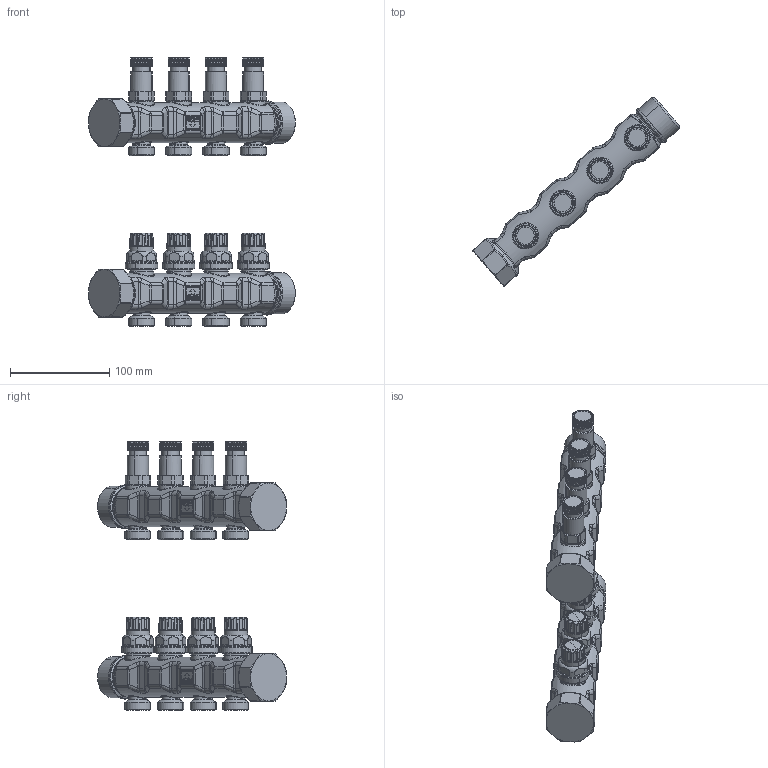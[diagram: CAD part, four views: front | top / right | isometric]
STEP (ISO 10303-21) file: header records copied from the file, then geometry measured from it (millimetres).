
FILE_DESCRIPTION(('CATIA V5 STEP Exchange','CAx-IF Rec.Pracs.--- Model Styling and Organization---1.5--- 2016-08-15','CAx-IF Rec.Pracs.---Supplemental Geometry---1.0---2011-11-01','CAx-IF Rec.Pracs.--- Composite Materials ---3.4---2017-06-13','CAx-IF Rec.Pracs.---Tessellated 3D Geometry---1.0---2015-12-17'),'2;1');
FILE_NAME('STEP_668745_-_TST.stp','2025-06-27T14:00:17+00:00',('none'),('none'),'CATIA Version 5-6 Release 2020 SP5','CATIA V5 STEP AP242 v2','none');
FILE_SCHEMA(('AP242_MANAGED_MODEL_BASED_3D_ENGINEERING_MIM_LF {1 0 10303 442 1 1 4}'));
Products named in the file (1): 668745 - TST
Bounding box: 208.72 x 190.69 x 271.43 mm (x, y, z)
Volume: 857842.9 mm3; surface area: 136899 mm2
Topology: 2 solids, 10 shells, 3286 faces, 8330 edges, 5072 vertices
Faces by surface type: plane 1006, bspline 770, cylinder 586, cone 584, torus 212, sphere 72, revolution 56
Entity records: 133443 total; most frequent: CARTESIAN_POINT 67476, ORIENTED_EDGE 16484, DIRECTION 8442, EDGE_CURVE 8242, VERTEX_POINT 5072, AXIS2_PLACEMENT_3D 3694, EDGE_LOOP 3414, ADVANCED_FACE 3286
